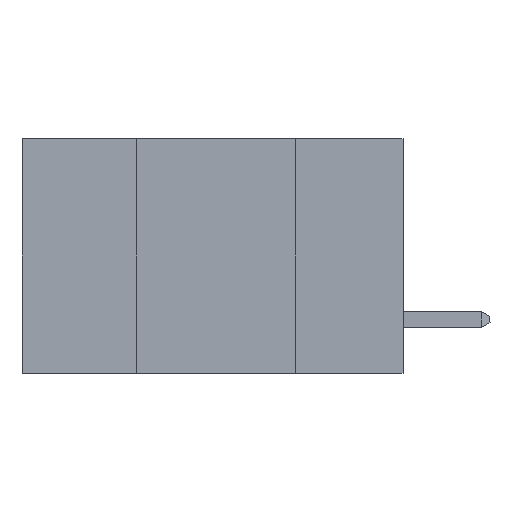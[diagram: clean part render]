
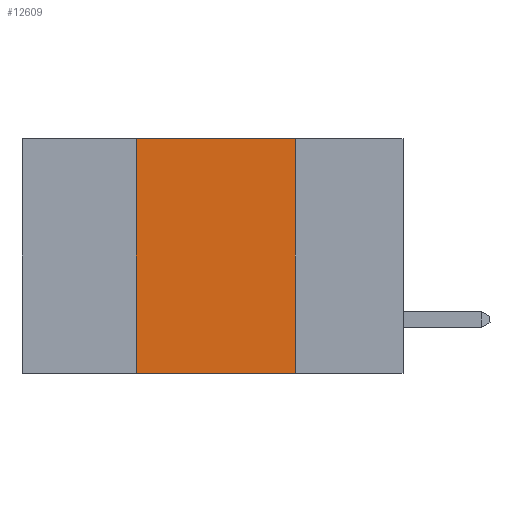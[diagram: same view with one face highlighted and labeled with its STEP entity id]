
A CAD part, left-side view. The second image highlights one B-rep face of the part: STEP entity #12609.
In plain terms, the highlighted planar face has unit normal (-1, 0, 0).
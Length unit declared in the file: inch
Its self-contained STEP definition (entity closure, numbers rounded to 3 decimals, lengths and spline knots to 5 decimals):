
#152 = VECTOR ( 'NONE', #4782, 39.37008 ) ;
#302 = LINE ( 'NONE', #5229, #12239 ) ;
#1353 = CARTESIAN_POINT ( 'NONE',  ( 0., 0.42, -0.37 ) ) ;
#1421 = ORIENTED_EDGE ( 'NONE', *, *, #11938, .F. ) ;
#1643 = LINE ( 'NONE', #11982, #7503 ) ;
#2104 = LINE ( 'NONE', #12383, #12824 ) ;
#2303 = ORIENTED_EDGE ( 'NONE', *, *, #11858, .F. ) ;
#2682 = VERTEX_POINT ( 'NONE', #1353 ) ;
#3304 = CARTESIAN_POINT ( 'NONE',  ( 0., 0.17, -0.37 ) ) ;
#3604 = CARTESIAN_POINT ( 'NONE',  ( 0., 0.6, -0.37 ) ) ;
#3844 = CARTESIAN_POINT ( 'NONE',  ( 0., 0.6, 0. ) ) ;
#3894 = DIRECTION ( 'NONE',  ( 0., 0., -1. ) ) ;
#3918 = DIRECTION ( 'NONE',  ( 0., -1., 0. ) ) ;
#4782 = DIRECTION ( 'NONE',  ( 0., -1., 0. ) ) ;
#4804 = VERTEX_POINT ( 'NONE', #3304 ) ;
#5229 = CARTESIAN_POINT ( 'NONE',  ( 0., 0.17, 0. ) ) ;
#5530 = ORIENTED_EDGE ( 'NONE', *, *, #9441, .T. ) ;
#5692 = FACE_OUTER_BOUND ( 'NONE', #11474, .T. ) ;
#6253 = CARTESIAN_POINT ( 'NONE',  ( 0., 0.42, 0. ) ) ;
#7147 = VERTEX_POINT ( 'NONE', #6253 ) ;
#7503 = VECTOR ( 'NONE', #3918, 39.37008 ) ;
#8655 = DIRECTION ( 'NONE',  ( 0., 0., 1. ) ) ;
#9289 = DIRECTION ( 'NONE',  ( 0., 0., -1. ) ) ;
#9368 = LINE ( 'NONE', #3604, #152 ) ;
#9441 = EDGE_CURVE ( 'NONE', #2682, #4804, #9368, .T. ) ;
#9803 = CARTESIAN_POINT ( 'NONE',  ( 0., 0.17, 0. ) ) ;
#10078 = PLANE ( 'NONE',  #13095 ) ;
#10122 = DIRECTION ( 'NONE',  ( 1., 0., 0. ) ) ;
#10703 = EDGE_CURVE ( 'NONE', #2682, #7147, #2104, .T. ) ;
#11474 = EDGE_LOOP ( 'NONE', ( #1421, #2303, #12941, #5530 ) ) ;
#11858 = EDGE_CURVE ( 'NONE', #7147, #12309, #1643, .T. ) ;
#11938 = EDGE_CURVE ( 'NONE', #12309, #4804, #302, .T. ) ;
#11982 = CARTESIAN_POINT ( 'NONE',  ( 0., 0.6, 0. ) ) ;
#12239 = VECTOR ( 'NONE', #9289, 39.37008 ) ;
#12309 = VERTEX_POINT ( 'NONE', #9803 ) ;
#12383 = CARTESIAN_POINT ( 'NONE',  ( 0., 0.42, 0. ) ) ;
#12609 = ADVANCED_FACE ( 'NONE', ( #5692 ), #10078, .F. ) ;
#12824 = VECTOR ( 'NONE', #8655, 39.37008 ) ;
#12941 = ORIENTED_EDGE ( 'NONE', *, *, #10703, .F. ) ;
#13095 = AXIS2_PLACEMENT_3D ( 'NONE', #3844, #10122, #3894 ) ;
